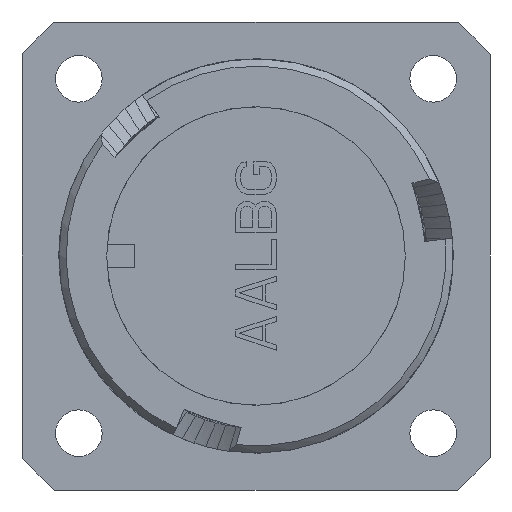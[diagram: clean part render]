
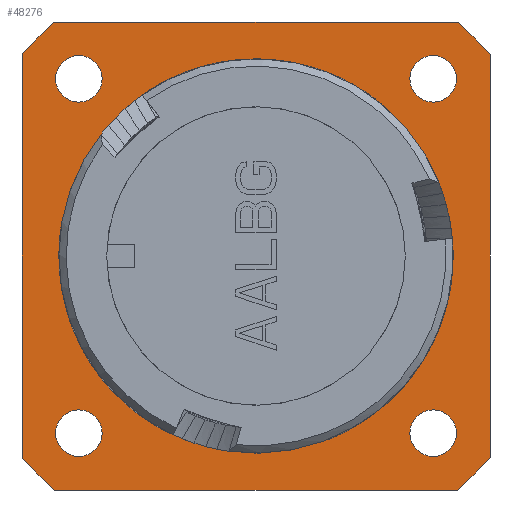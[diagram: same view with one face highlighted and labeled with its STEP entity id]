
A CAD part, left-side view. The second image highlights one B-rep face of the part: STEP entity #48276.
In plain terms, the highlighted planar face has unit normal (-1, 0, 0).
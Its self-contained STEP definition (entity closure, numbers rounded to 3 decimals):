
#604=CARTESIAN_POINT('',(18.2,0.,0.));
#605=DIRECTION('',(1.,0.,0.));
#606=DIRECTION('',(0.,1.,0.));
#607=AXIS2_PLACEMENT_3D('',#604,#605,#606);
#1568=CARTESIAN_POINT('',(18.2,0.,0.));
#1569=DIRECTION('',(-1.,0.,0.));
#1570=DIRECTION('',(0.,1.,0.));
#1571=AXIS2_PLACEMENT_3D('',#1568,#1569,#1570);
#2913=DIRECTION('',(0.,0.,1.));
#2914=VECTOR('',#2913,27.945);
#2915=CARTESIAN_POINT('',(18.2,16.255,-13.973));
#2916=LINE('4270',#2915,#2914);
#2917=CARTESIAN_POINT('',(18.2,0.,0.));
#2918=DIRECTION('',(1.,0.,0.));
#2919=DIRECTION('',(0.,0.758,0.652));
#2920=AXIS2_PLACEMENT_3D('',#2917,#2918,#2919);
#2922=DIRECTION('',(0.,-1.,0.));
#2923=VECTOR('',#2922,27.945);
#2924=CARTESIAN_POINT('',(18.2,13.973,16.255));
#2925=LINE('3662',#2924,#2923);
#2926=CARTESIAN_POINT('',(18.2,0.,0.));
#2927=DIRECTION('',(1.,0.,0.));
#2928=DIRECTION('',(0.,-0.652,0.758));
#2929=AXIS2_PLACEMENT_3D('',#2926,#2927,#2928);
#2931=DIRECTION('',(0.,0.,-1.));
#2932=VECTOR('',#2931,27.945);
#2933=CARTESIAN_POINT('',(18.2,-16.255,13.973));
#2934=LINE('3661',#2933,#2932);
#2935=CARTESIAN_POINT('',(18.2,0.,0.));
#2936=DIRECTION('',(-1.,0.,0.));
#2937=DIRECTION('',(0.,-0.652,-0.758));
#2938=AXIS2_PLACEMENT_3D('',#2935,#2936,#2937);
#2940=DIRECTION('',(0.,1.,0.));
#2941=VECTOR('',#2940,27.945);
#2942=CARTESIAN_POINT('',(18.2,-13.973,-16.255));
#2943=LINE('3660',#2942,#2941);
#2944=CARTESIAN_POINT('',(18.2,0.,0.));
#2945=DIRECTION('',(-1.,0.,0.));
#2946=DIRECTION('',(0.,0.758,-0.652));
#2947=AXIS2_PLACEMENT_3D('',#2944,#2945,#2946);
#2949=CARTESIAN_POINT('',(18.2,12.305,-12.305));
#2950=DIRECTION('',(1.,0.,0.));
#2951=DIRECTION('',(0.,0.,-1.));
#2952=AXIS2_PLACEMENT_3D('',#2949,#2950,#2951);
#2954=CARTESIAN_POINT('',(18.2,12.305,-12.305));
#2955=DIRECTION('',(1.,0.,0.));
#2956=DIRECTION('',(0.,0.,1.));
#2957=AXIS2_PLACEMENT_3D('',#2954,#2955,#2956);
#2959=CARTESIAN_POINT('',(18.2,12.305,12.305));
#2960=DIRECTION('',(1.,0.,0.));
#2961=DIRECTION('',(0.,0.,-1.));
#2962=AXIS2_PLACEMENT_3D('',#2959,#2960,#2961);
#2964=CARTESIAN_POINT('',(18.2,12.305,12.305));
#2965=DIRECTION('',(1.,0.,0.));
#2966=DIRECTION('',(0.,0.,1.));
#2967=AXIS2_PLACEMENT_3D('',#2964,#2965,#2966);
#2969=CARTESIAN_POINT('',(18.2,-12.305,12.305));
#2970=DIRECTION('',(1.,0.,0.));
#2971=DIRECTION('',(0.,0.,-1.));
#2972=AXIS2_PLACEMENT_3D('',#2969,#2970,#2971);
#2974=CARTESIAN_POINT('',(18.2,-12.305,12.305));
#2975=DIRECTION('',(1.,0.,0.));
#2976=DIRECTION('',(0.,0.,1.));
#2977=AXIS2_PLACEMENT_3D('',#2974,#2975,#2976);
#2979=CARTESIAN_POINT('',(18.2,-12.305,-12.305));
#2980=DIRECTION('',(1.,0.,0.));
#2981=DIRECTION('',(0.,0.,-1.));
#2982=AXIS2_PLACEMENT_3D('',#2979,#2980,#2981);
#2984=CARTESIAN_POINT('',(18.2,-12.305,-12.305));
#2985=DIRECTION('',(1.,0.,0.));
#2986=DIRECTION('',(0.,0.,1.));
#2987=AXIS2_PLACEMENT_3D('',#2984,#2985,#2986);
#36136=CARTESIAN_POINT('',(18.2,13.69,0.));
#36137=CARTESIAN_POINT('',(18.2,-13.69,0.));
#36138=VERTEX_POINT('',#36136);
#36139=VERTEX_POINT('',#36137);
#36152=CARTESIAN_POINT('',(18.2,-13.973,-16.255));
#36153=CARTESIAN_POINT('',(18.2,13.973,-16.255));
#36154=VERTEX_POINT('',#36152);
#36155=VERTEX_POINT('',#36153);
#36156=CARTESIAN_POINT('',(18.2,-16.255,13.973));
#36157=CARTESIAN_POINT('',(18.2,-16.255,-13.973));
#36158=VERTEX_POINT('',#36156);
#36159=VERTEX_POINT('',#36157);
#36160=CARTESIAN_POINT('',(18.2,13.973,16.255));
#36161=CARTESIAN_POINT('',(18.2,-13.973,16.255));
#36162=VERTEX_POINT('',#36160);
#36163=VERTEX_POINT('',#36161);
#36289=CARTESIAN_POINT('',(18.2,12.305,-13.92));
#36290=CARTESIAN_POINT('',(18.2,12.305,-10.69));
#36291=VERTEX_POINT('',#36289);
#36292=VERTEX_POINT('',#36290);
#36293=CARTESIAN_POINT('',(18.2,12.305,10.69));
#36294=CARTESIAN_POINT('',(18.2,12.305,13.92));
#36295=VERTEX_POINT('',#36293);
#36296=VERTEX_POINT('',#36294);
#36297=CARTESIAN_POINT('',(18.2,-12.305,10.69));
#36298=CARTESIAN_POINT('',(18.2,-12.305,13.92));
#36299=VERTEX_POINT('',#36297);
#36300=VERTEX_POINT('',#36298);
#36301=CARTESIAN_POINT('',(18.2,-12.305,-13.92));
#36302=CARTESIAN_POINT('',(18.2,-12.305,-10.69));
#36303=VERTEX_POINT('',#36301);
#36304=VERTEX_POINT('',#36302);
#36305=CARTESIAN_POINT('',(18.2,16.255,13.973));
#36307=VERTEX_POINT('',#36305);
#36309=CARTESIAN_POINT('',(18.2,16.255,-13.973));
#36311=VERTEX_POINT('',#36309);
#48225=CARTESIAN_POINT('',(18.2,0.,0.));
#48226=DIRECTION('',(1.,0.,0.));
#48227=DIRECTION('',(0.,-1.,0.));
#48228=AXIS2_PLACEMENT_3D('',#48225,#48226,#48227);
#48229=PLANE('249',#48228);
#48231=ORIENTED_EDGE('4270',*,*,#48230,.T.);
#48233=ORIENTED_EDGE('3814',*,*,#48232,.T.);
#48235=ORIENTED_EDGE('3662',*,*,#48234,.T.);
#48237=ORIENTED_EDGE('3815',*,*,#48236,.T.);
#48239=ORIENTED_EDGE('3661',*,*,#48238,.T.);
#48241=ORIENTED_EDGE('3819',*,*,#48240,.F.);
#48243=ORIENTED_EDGE('3660',*,*,#48242,.T.);
#48245=ORIENTED_EDGE('3818',*,*,#48244,.F.);
#48246=EDGE_LOOP('249',(#48231,#48233,#48235,#48237,#48239,#48241,#48243,
#48245));
#48247=FACE_OUTER_BOUND('249',#48246,.F.);
#48248=ORIENTED_EDGE('3656',*,*,#45013,.T.);
#48249=ORIENTED_EDGE('3655',*,*,#42911,.F.);
#48250=EDGE_LOOP('249',(#48248,#48249));
#48251=FACE_BOUND('249',#48250,.F.);
#48253=ORIENTED_EDGE('3786',*,*,#48252,.F.);
#48255=ORIENTED_EDGE('3787',*,*,#48254,.F.);
#48256=EDGE_LOOP('249',(#48253,#48255));
#48257=FACE_BOUND('249',#48256,.F.);
#48259=ORIENTED_EDGE('3788',*,*,#48258,.F.);
#48261=ORIENTED_EDGE('3789',*,*,#48260,.F.);
#48262=EDGE_LOOP('249',(#48259,#48261));
#48263=FACE_BOUND('249',#48262,.F.);
#48265=ORIENTED_EDGE('3790',*,*,#48264,.F.);
#48267=ORIENTED_EDGE('3791',*,*,#48266,.F.);
#48268=EDGE_LOOP('249',(#48265,#48267));
#48269=FACE_BOUND('249',#48268,.F.);
#48271=ORIENTED_EDGE('3792',*,*,#48270,.F.);
#48273=ORIENTED_EDGE('3793',*,*,#48272,.F.);
#48274=EDGE_LOOP('249',(#48271,#48273));
#48275=FACE_BOUND('249',#48274,.F.);
#608=CIRCLE('3655',#607,13.69);
#1572=CIRCLE('3656',#1571,13.69);
#2921=CIRCLE('3814',#2920,21.435);
#2930=CIRCLE('3815',#2929,21.435);
#2939=CIRCLE('3819',#2938,21.435);
#2948=CIRCLE('3818',#2947,21.435);
#2953=CIRCLE('3786',#2952,1.615);
#2958=CIRCLE('3787',#2957,1.615);
#2963=CIRCLE('3788',#2962,1.615);
#2968=CIRCLE('3789',#2967,1.615);
#2973=CIRCLE('3790',#2972,1.615);
#2978=CIRCLE('3791',#2977,1.615);
#2983=CIRCLE('3792',#2982,1.615);
#2988=CIRCLE('3793',#2987,1.615);
#42911=EDGE_CURVE('3655',#36138,#36139,#608,.T.);
#45013=EDGE_CURVE('3656',#36138,#36139,#1572,.T.);
#48230=EDGE_CURVE('4270',#36311,#36307,#2916,.T.);
#48232=EDGE_CURVE('3814',#36307,#36162,#2921,.T.);
#48234=EDGE_CURVE('3662',#36162,#36163,#2925,.T.);
#48236=EDGE_CURVE('3815',#36163,#36158,#2930,.T.);
#48238=EDGE_CURVE('3661',#36158,#36159,#2934,.T.);
#48240=EDGE_CURVE('3819',#36154,#36159,#2939,.T.);
#48242=EDGE_CURVE('3660',#36154,#36155,#2943,.T.);
#48244=EDGE_CURVE('3818',#36311,#36155,#2948,.T.);
#48252=EDGE_CURVE('3786',#36291,#36292,#2953,.T.);
#48254=EDGE_CURVE('3787',#36292,#36291,#2958,.T.);
#48258=EDGE_CURVE('3788',#36295,#36296,#2963,.T.);
#48260=EDGE_CURVE('3789',#36296,#36295,#2968,.T.);
#48264=EDGE_CURVE('3790',#36299,#36300,#2973,.T.);
#48266=EDGE_CURVE('3791',#36300,#36299,#2978,.T.);
#48270=EDGE_CURVE('3792',#36303,#36304,#2983,.T.);
#48272=EDGE_CURVE('3793',#36304,#36303,#2988,.T.);
#48276=ADVANCED_FACE('249',(#48247,#48251,#48257,#48263,#48269,#48275),#48229,
.F.);
